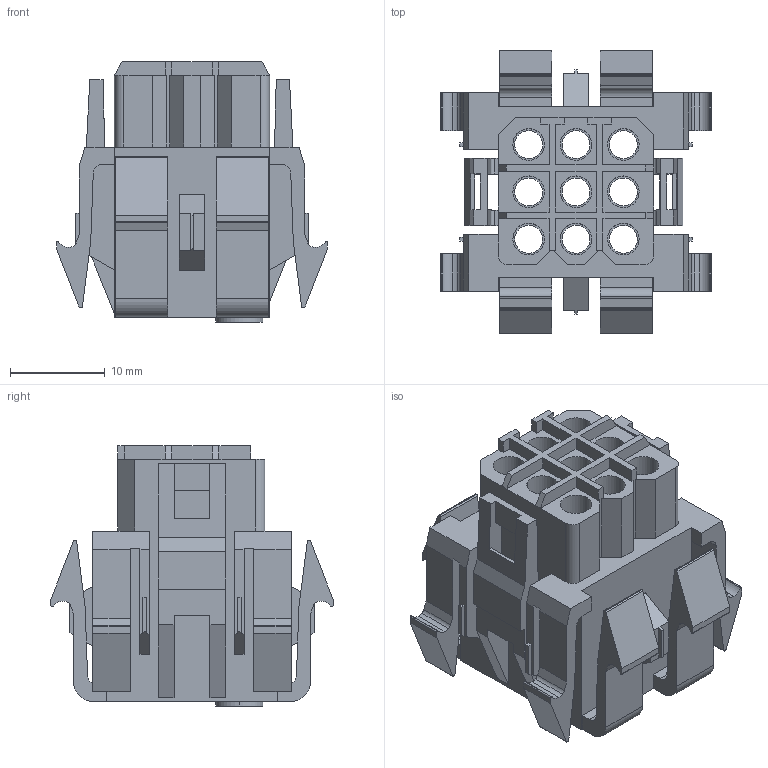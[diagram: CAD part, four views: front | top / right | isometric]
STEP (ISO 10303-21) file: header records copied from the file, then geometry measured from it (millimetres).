
FILE_DESCRIPTION(('CATIA V5 STEP Exchange','CAx-IF Rec.Pracs.--- Model Styling and Organization---1.2---2011-12-15'),'2;1');
FILE_NAME ('D1451781_0_1415000000_1415000000.stp','2018-09-21T15:34:11+00:00',('none'),('Weidmueller'),'CATIA Version 5-6 Release 2014','CATIA V5 STEP AP214','none');
FILE_SCHEMA(('AUTOMOTIVE_DESIGN { 1 0 10303 214 1 1 1 1 }'));
Length unit declared in the file: millimetre
Products named in the file (1): 1415000000
Bounding box: 28.6 x 29.8 x 27.5 mm (x, y, z)
Volume: 6713.3 mm3; surface area: 8228 mm2
Topology: 1 solids, 1 shells, 421 faces, 1163 edges, 770 vertices
Faces by surface type: plane 272, cylinder 149
Entity records: 12058 total; most frequent: ORIENTED_EDGE 2326, CARTESIAN_POINT 2130, DIRECTION 1555, EDGE_CURVE 1163, VECTOR 865, LINE 865, VERTEX_POINT 770, AXIS2_PLACEMENT_3D 495
